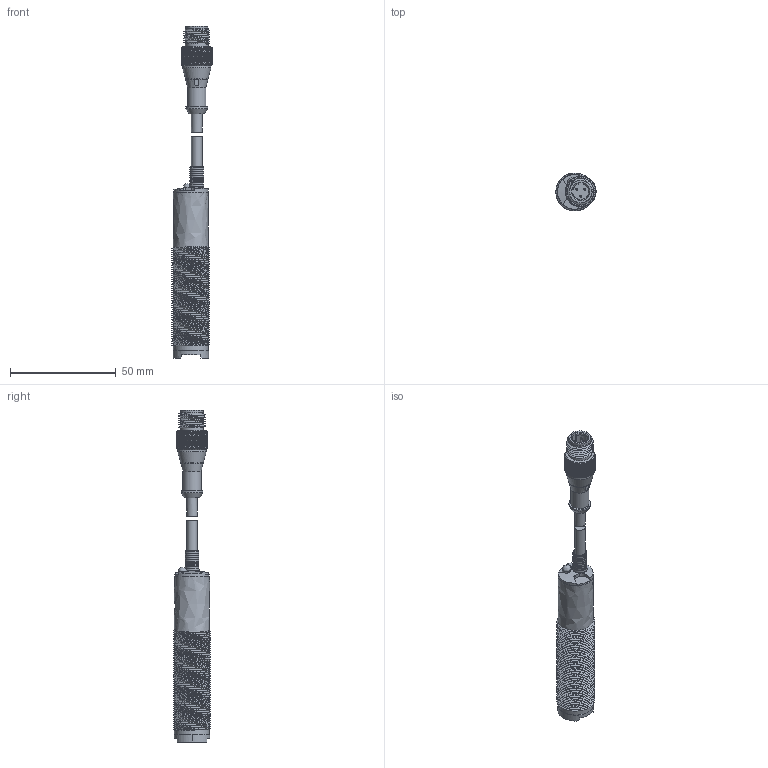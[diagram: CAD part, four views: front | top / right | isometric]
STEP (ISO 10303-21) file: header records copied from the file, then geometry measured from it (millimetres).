
FILE_DESCRIPTION( ('This file contains a STEP AP42 implementation' ,'as created by ZW3D STEP Interface translator.') ,'2;1' );
FILE_NAME( '12-M18B-DXXXXX-LXXP3UM.stp' ,'23 512.103037', (''), ('ZWCAD Software Co.'), 'Version 1.0', 'ZW3D to STEP translator', '' );
FILE_SCHEMA(('AUTOMOTIVE_DESIGN'));
Length unit declared in the file: millimetre
Products named in the file (2): 0; 12-M18B-DXXXXX-LXXP3UM
Bounding box: 19 x 17.9 x 157.24 mm (x, y, z)
Volume: 21616.2 mm3; surface area: 11015.4 mm2
Topology: 2 solids, 2 shells, 3263 faces, 6780 edges, 3530 vertices
Faces by surface type: bspline 3263
Entity records: 113026 total; most frequent: CARTESIAN_POINT 71518, ORIENTED_EDGE 13552, EDGE_CURVE 6776, B_SPLINE_CURVE_WITH_KNOTS 4458, VERTEX_POINT 3530, EDGE_LOOP 3278, FACE_OUTER_BOUND 3263, ADVANCED_FACE 3263
